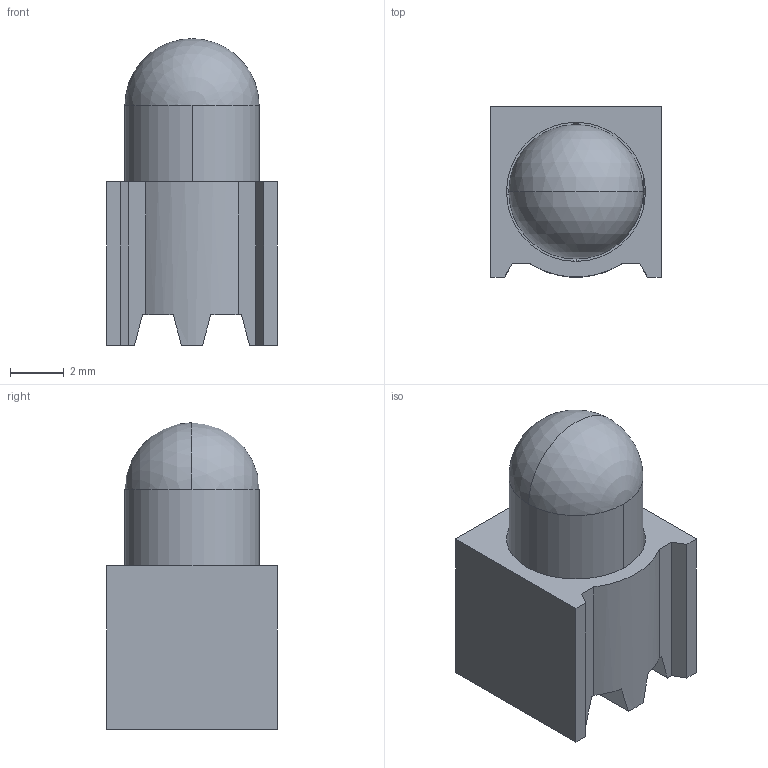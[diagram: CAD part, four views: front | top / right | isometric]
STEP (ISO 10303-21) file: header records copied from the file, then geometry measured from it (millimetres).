
FILE_DESCRIPTION (( 'STEP AP203' ), '1' );
FILE_NAME ('5381HX.STEP', '2016-11-30T22:34:21', ( '' ), ( '' ), 'SwSTEP 2.0', 'SolidWorks 2016', '' );
FILE_SCHEMA (( 'CONFIG_CONTROL_DESIGN' ));
Length unit declared in the file: inch
Products named in the file (3): F14648BKV0; 4304H7; 5381HX
Assembly tree (2 placements, depth 2):
  5381HX
    F14648BKV0
    4304H7
Bounding box: 6.35 x 6.35 x 11.43 mm (x, y, z)
Volume: 288.8 mm3; surface area: 500.5 mm2
Topology: 2 solids, 2 shells, 66 faces, 176 edges, 113 vertices
Faces by surface type: plane 51, cylinder 8, cone 5, sphere 2
Entity records: 2349 total; most frequent: CARTESIAN_POINT 388, ORIENTED_EDGE 348, DIRECTION 342, EDGE_CURVE 174, LINE 128, VECTOR 128, VERTEX_POINT 113, AXIS2_PLACEMENT_3D 107
